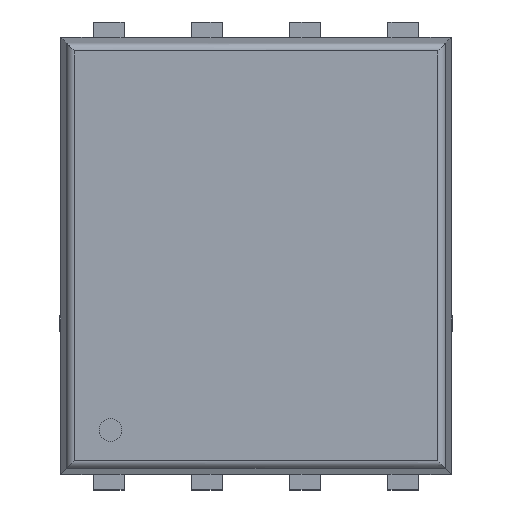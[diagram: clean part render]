
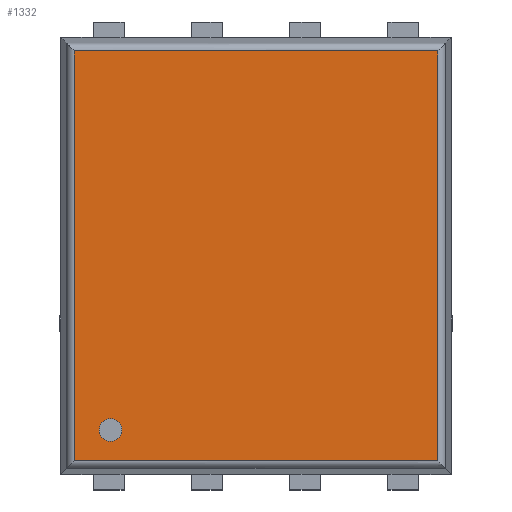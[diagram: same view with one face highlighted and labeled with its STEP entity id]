
A CAD part, top view. The second image highlights one B-rep face of the part: STEP entity #1332.
In plain terms, the highlighted planar face has unit normal (0, 0, 1).
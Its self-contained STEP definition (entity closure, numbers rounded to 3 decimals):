
#241 = ORIENTED_EDGE ( 'NONE', *, *, #2836, .T. ) ;
#417 = EDGE_CURVE ( 'NONE', #5495, #7527, #4970, .T. ) ;
#607 = EDGE_CURVE ( 'NONE', #2930, #7203, #6214, .T. ) ;
#618 = CARTESIAN_POINT ( 'NONE',  ( 2.349, -2.649, 1.05 ) ) ;
#710 = CARTESIAN_POINT ( 'NONE',  ( -2.349, -2.739, 1.05 ) ) ;
#779 = EDGE_LOOP ( 'NONE', ( #6189, #1804, #5959, #241 ) ) ;
#1237 = VECTOR ( 'NONE', #3144, 1000. ) ;
#1332 = ADVANCED_FACE ( 'NONE', ( #4014, #5751 ), #2154, .T. ) ;
#1390 = VERTEX_POINT ( 'NONE', #2616 ) ;
#1414 = DIRECTION ( 'NONE',  ( 1., 0., 0. ) ) ;
#1543 = CARTESIAN_POINT ( 'NONE',  ( -2.349, -2.649, 1.05 ) ) ;
#1718 = CARTESIAN_POINT ( 'NONE',  ( -2.439, 2.649, 1.05 ) ) ;
#1772 = CARTESIAN_POINT ( 'NONE',  ( -1.733, -2.251, 1.05 ) ) ;
#1804 = ORIENTED_EDGE ( 'NONE', *, *, #4660, .T. ) ;
#2130 = DIRECTION ( 'NONE',  ( 1., 0., 0. ) ) ;
#2154 = PLANE ( 'NONE',  #5284 ) ;
#2616 = CARTESIAN_POINT ( 'NONE',  ( 2.349, 2.649, 1.05 ) ) ;
#2634 = CARTESIAN_POINT ( 'NONE',  ( -2.349, 2.649, 1.05 ) ) ;
#2744 = DIRECTION ( 'NONE',  ( 1., 0., 0. ) ) ;
#2824 = CARTESIAN_POINT ( 'NONE',  ( 0., 0., 1.05 ) ) ;
#2836 = EDGE_CURVE ( 'NONE', #7203, #5656, #4426, .T. ) ;
#2884 = LINE ( 'NONE', #1718, #5709 ) ;
#2930 = VERTEX_POINT ( 'NONE', #2634 ) ;
#3144 = DIRECTION ( 'NONE',  ( 0., -1., 0. ) ) ;
#3217 = DIRECTION ( 'NONE',  ( 0., 0., 1. ) ) ;
#3694 = LINE ( 'NONE', #6053, #4081 ) ;
#3924 = DIRECTION ( 'NONE',  ( 0., 0., 1. ) ) ;
#4014 = FACE_BOUND ( 'NONE', #5994, .T. ) ;
#4081 = VECTOR ( 'NONE', #7323, 1000. ) ;
#4426 = LINE ( 'NONE', #5605, #7123 ) ;
#4660 = EDGE_CURVE ( 'NONE', #1390, #2930, #2884, .T. ) ;
#4746 = ORIENTED_EDGE ( 'NONE', *, *, #417, .F. ) ;
#4911 = EDGE_CURVE ( 'NONE', #5656, #1390, #3694, .T. ) ;
#4970 = CIRCLE ( 'NONE', #5226, 0.147 ) ;
#5226 = AXIS2_PLACEMENT_3D ( 'NONE', #6970, #7662, #2130 ) ;
#5284 = AXIS2_PLACEMENT_3D ( 'NONE', #2824, #3924, #2744 ) ;
#5290 = DIRECTION ( 'NONE',  ( -1., 0., 0. ) ) ;
#5495 = VERTEX_POINT ( 'NONE', #6178 ) ;
#5507 = ORIENTED_EDGE ( 'NONE', *, *, #7457, .F. ) ;
#5605 = CARTESIAN_POINT ( 'NONE',  ( 2.439, -2.649, 1.05 ) ) ;
#5656 = VERTEX_POINT ( 'NONE', #618 ) ;
#5709 = VECTOR ( 'NONE', #5290, 1000. ) ;
#5751 = FACE_OUTER_BOUND ( 'NONE', #779, .T. ) ;
#5959 = ORIENTED_EDGE ( 'NONE', *, *, #607, .T. ) ;
#5994 = EDGE_LOOP ( 'NONE', ( #5507, #4746 ) ) ;
#6053 = CARTESIAN_POINT ( 'NONE',  ( 2.349, 2.739, 1.05 ) ) ;
#6178 = CARTESIAN_POINT ( 'NONE',  ( -2.027, -2.251, 1.05 ) ) ;
#6189 = ORIENTED_EDGE ( 'NONE', *, *, #4911, .T. ) ;
#6214 = LINE ( 'NONE', #710, #1237 ) ;
#6723 = AXIS2_PLACEMENT_3D ( 'NONE', #6826, #3217, #1414 ) ;
#6826 = CARTESIAN_POINT ( 'NONE',  ( -1.88, -2.251, 1.05 ) ) ;
#6970 = CARTESIAN_POINT ( 'NONE',  ( -1.88, -2.251, 1.05 ) ) ;
#6993 = CIRCLE ( 'NONE', #6723, 0.147 ) ;
#7123 = VECTOR ( 'NONE', #7493, 1000. ) ;
#7203 = VERTEX_POINT ( 'NONE', #1543 ) ;
#7323 = DIRECTION ( 'NONE',  ( 0., 1., 0. ) ) ;
#7457 = EDGE_CURVE ( 'NONE', #7527, #5495, #6993, .T. ) ;
#7493 = DIRECTION ( 'NONE',  ( 1., 0., 0. ) ) ;
#7527 = VERTEX_POINT ( 'NONE', #1772 ) ;
#7662 = DIRECTION ( 'NONE',  ( 0., 0., 1. ) ) ;
